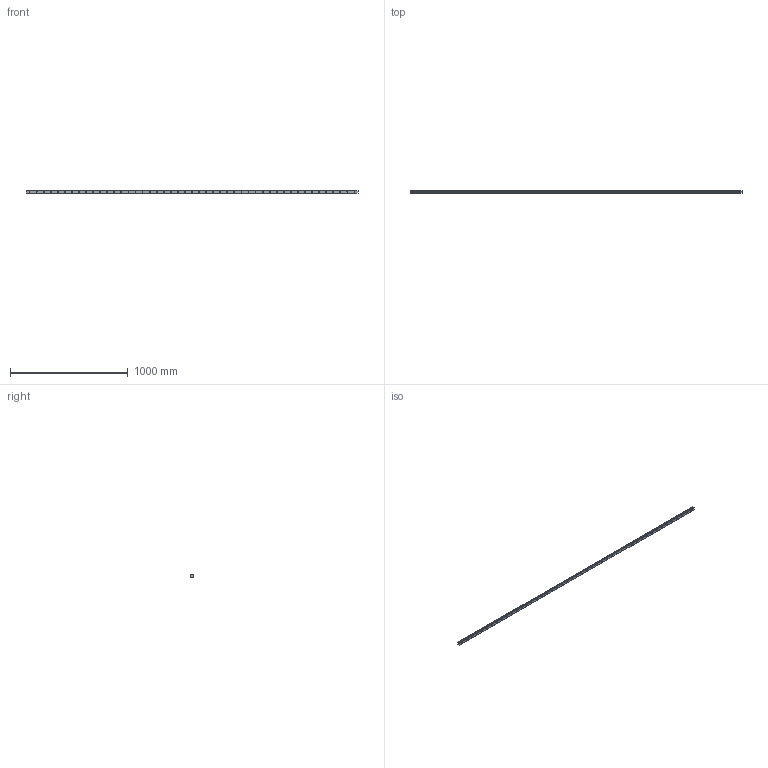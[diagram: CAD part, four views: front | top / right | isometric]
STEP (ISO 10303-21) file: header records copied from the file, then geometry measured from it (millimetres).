
FILE_DESCRIPTION (( 'STEP AP214' ), '1' );
FILE_NAME ('SHS25C1SS-2820L_G30_0_B-M6F_1364_0_0_0_1.STEP', '2021-06-18T14:25:36', ( '' ), ( '' ), 'SwSTEP 2.0', 'SolidWorks 2021', '' );
FILE_SCHEMA (( 'AUTOMOTIVE_DESIGN' ));
Length unit declared in the file: millimetre
Products named in the file (2): _SHS25C282030 Track; SHS25C1SS-2820L_G30_0_B-M6F_1364_0_0_0_1
Assembly tree (1 placements, depth 2):
  SHS25C1SS-2820L_G30_0_B-M6F_1364_0_0_0_1
    _SHS25C282030 Track
Bounding box: 2820 x 20 x 23 mm (x, y, z)
Volume: 1093621.1 mm3; surface area: 268753.3 mm2
Topology: 1 solids, 1 shells, 277 faces, 684 edges, 456 vertices
Faces by surface type: cylinder 214, plane 63
Entity records: 8700 total; most frequent: DIRECTION 1674, CARTESIAN_POINT 1421, ORIENTED_EDGE 1368, AXIS2_PLACEMENT_3D 709, EDGE_CURVE 684, VERTEX_POINT 456, CIRCLE 428, EDGE_LOOP 418
